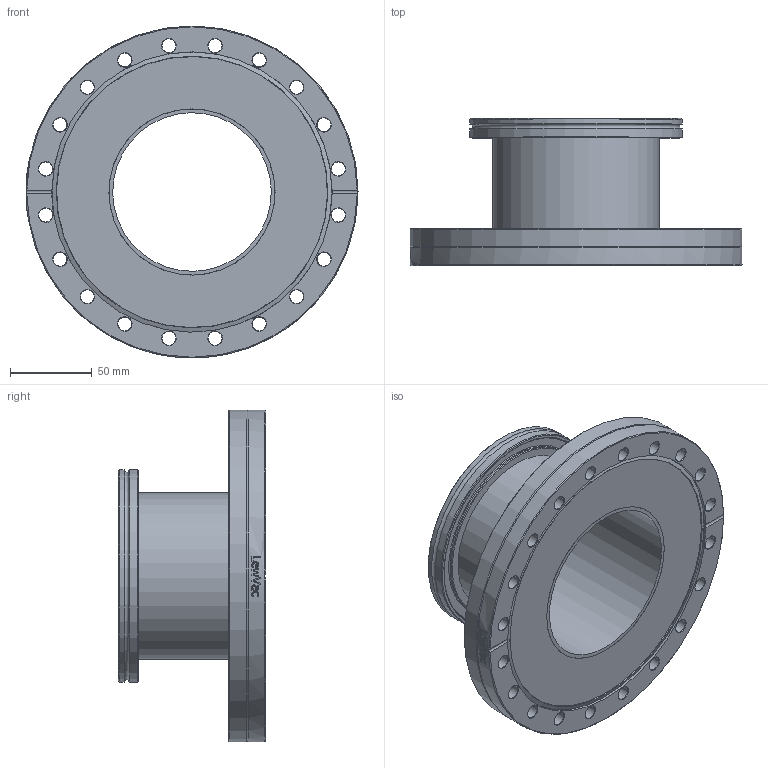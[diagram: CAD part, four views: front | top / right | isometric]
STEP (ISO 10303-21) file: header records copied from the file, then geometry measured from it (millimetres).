
FILE_DESCRIPTION(/* description */ (''),/* implementation_level */ '2;1');
FILE_NAME(/* name */ 'FL-160CF-100LF.stp',/* time_stamp */ '2019-02-13T14:29:43+00:00',/* author */ ('paul'),/* organization */ (''),/* preprocessor_version */ 'ST-DEVELOPER v17.2',/* originating_system */ 'Autodesk Inventor 2019',/* authorisation */ '');
FILE_SCHEMA (('AUTOMOTIVE_DESIGN { 1 0 10303 214 3 1 1 }'));
Length unit declared in the file: millimetre
Products named in the file (4): FL-100CF-100LF; FL-160CF; FL-100LF-W; tube
Assembly tree (3 placements, depth 2):
  FL-100CF-100LF
    FL-160CF
    FL-100LF-W
    tube
Bounding box: 203 x 90 x 202.98 mm (x, y, z)
Volume: 616292.1 mm3; surface area: 154305.9 mm2
Topology: 3 solids, 3 shells, 191 faces, 509 edges, 336 vertices
Faces by surface type: bspline 53, cone 47, cylinder 43, plane 42, torus 6
Full cylindrical faces by diameter (mm): 8.4 x20, 97 x1, 98.55 x1, 101.5 x1, 101.6 x2, 102.1 x1, 112.5 x1, 125 x1, 130 x2, 171.4 x1, 203 x2
Entity records: 18869 total; most frequent: CARTESIAN_POINT 14113, ORIENTED_EDGE 1018, DIRECTION 844, EDGE_CURVE 509, VERTEX_POINT 336, AXIS2_PLACEMENT_3D 333, EDGE_LOOP 249, FACE_OUTER_BOUND 191
